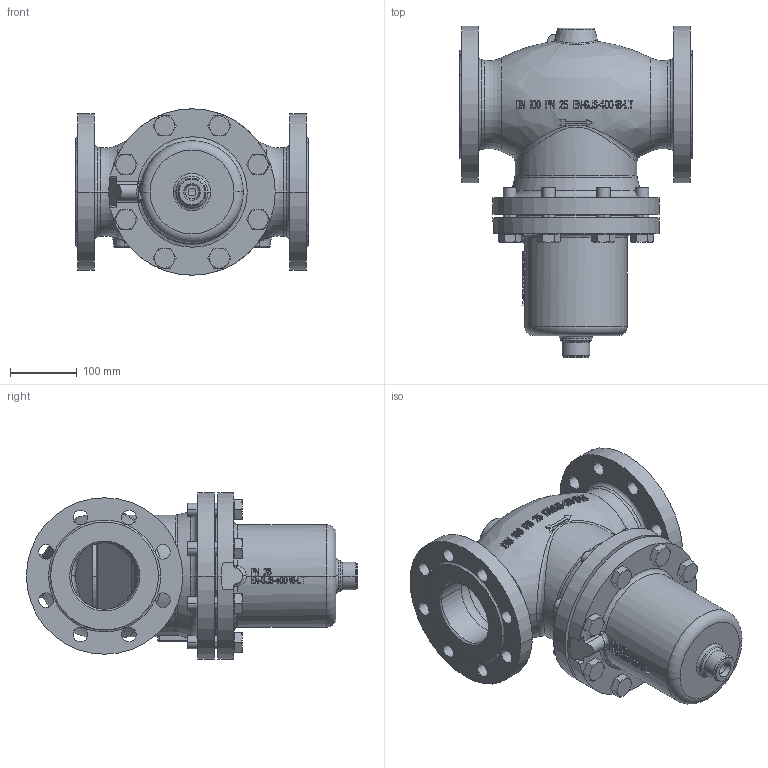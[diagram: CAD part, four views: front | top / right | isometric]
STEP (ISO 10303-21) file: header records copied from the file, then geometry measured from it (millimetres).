
FILE_DESCRIPTION((''),'2;1');
FILE_NAME('065B2409_ASM','2015-03-13T',('u317927'),('Danfoss'),'PRO/ENGINEER BY PARAMETRIC TECHNOLOGY CORPORATION, 2014000','PRO/ENGINEER BY PARAMETRIC TECHNOLOGY CORPORATION, 2014000','');
FILE_SCHEMA(('CONFIG_CONTROL_DESIGN'));
Products named in the file (4): 8861188; 8861191; 5184025; 065B2409_ASM
Assembly tree (10 placements, depth 2):
  065B2409_ASM
    8861188
    8861191
    5184025  x8
Bounding box: 350 x 497.6 x 250 mm (x, y, z)
Volume: 7418739 mm3; surface area: 1045398.2 mm2
Topology: 10 solids, 30 shells, 1695 faces, 4592 edges, 3001 vertices
Faces by surface type: plane 1196, cylinder 245, bspline 103, cone 89, torus 60, sphere 2
Entity records: 53733 total; most frequent: CARTESIAN_POINT 17940, ORIENTED_EDGE 8320, DIRECTION 6182, EDGE_CURVE 4186, VERTEX_POINT 2749, AXIS2_PLACEMENT_3D 2359, B_SPLINE_CURVE_WITH_KNOTS 1786, EDGE_LOOP 1643
